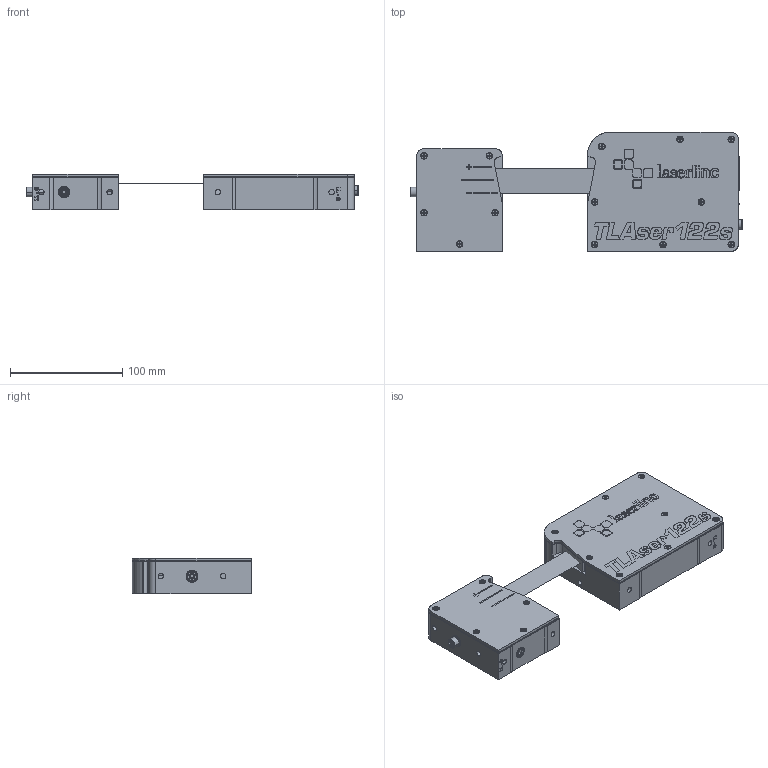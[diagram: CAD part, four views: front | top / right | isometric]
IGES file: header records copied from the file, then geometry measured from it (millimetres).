
Start section: SolidWorks IGES file using analytic representation for surfaces
Global section: file name: 05122-01 TLAser122s Single-Axis Micrometer, Separated Body.IGS; native system: SolidWorks 2012; preprocessor: SolidWorks 2012; author: Mark; date: 120726.093840; units: inch
Bounding box: 296.41 x 106.68 x 31.98 mm (x, y, z)
Surface area: 108172.2 mm2 (no closed solid volume)
Topology: 0 solids, 0 shells, 809 faces, 14212 edges, 14188 vertices
Faces by surface type: bspline 444, revolution 365
